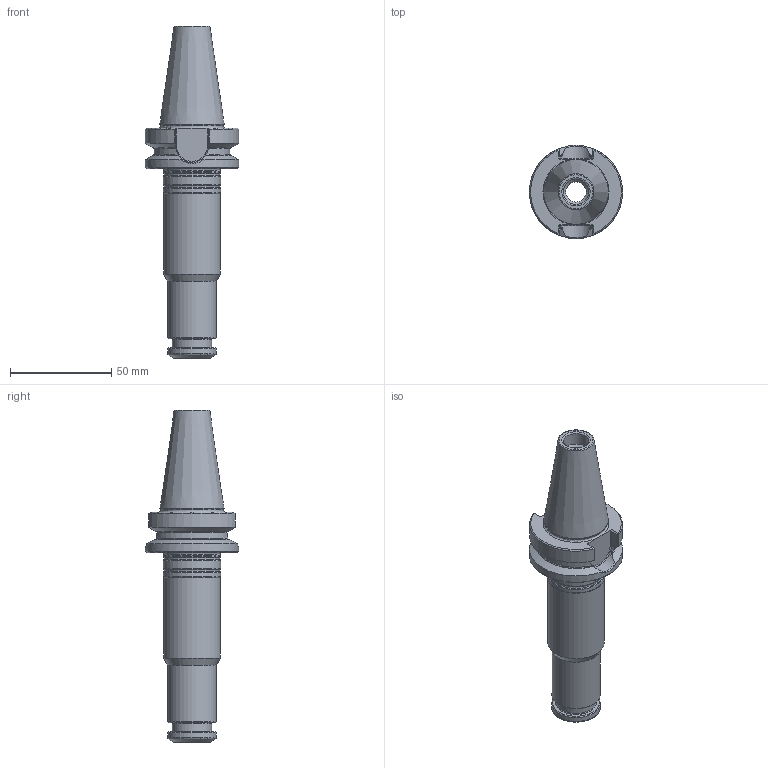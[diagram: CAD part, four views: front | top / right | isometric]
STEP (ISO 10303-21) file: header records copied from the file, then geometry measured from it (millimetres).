
FILE_DESCRIPTION(/* description */ (''),/* implementation_level */ '2;1');
FILE_NAME(/* name */ '413071560.stp',/* time_stamp */ '2021-01-08T12:32:29',/* author */ ('LRA'),/* organization */ ('REGO-FIX'),/* preprocessor_version */ ' Unknown',/* originating_system */ 'SIEMENS PLM Software Solid Edge ST10',/* authorization */ 'Unknown');
FILE_SCHEMA (('AUTOMOTIVE_DESIGN { 1 0 10303 214 2 1 1}'));
Length unit declared in the file: millimetre
Products named in the file (1): NOCUT
Bounding box: 46 x 46 x 163.9 mm (x, y, z)
Volume: 85203.2 mm3; surface area: 23547.7 mm2
Topology: 1 solids, 1 shells, 105 faces, 263 edges, 164 vertices
Faces by surface type: plane 34, cylinder 26, cone 23, torus 16, bspline 6
Full cylindrical faces by diameter (mm): 10.106 x2, 12.5 x1, 15 x1, 19.5 x1, 24 x2, 28 x1, 28.5 x3, 46 x1
Entity records: 3784 total; most frequent: CARTESIAN_POINT 785, DIRECTION 450, ORIENTED_EDGE 432, EDGE_CURVE 216, AXIS2_PLACEMENT_3D 197, VERTEX_POINT 156, EDGE_LOOP 150, FACE_BOUND 150
